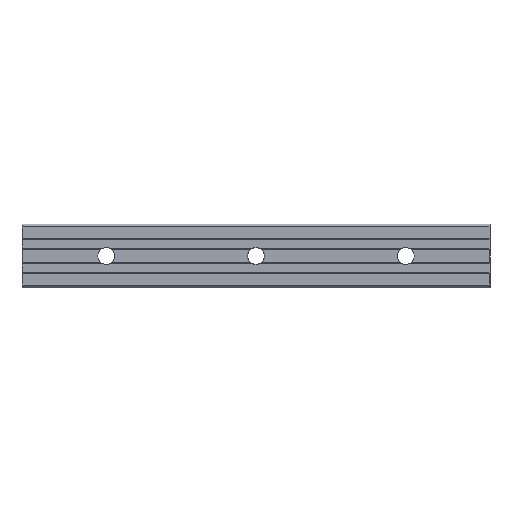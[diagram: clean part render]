
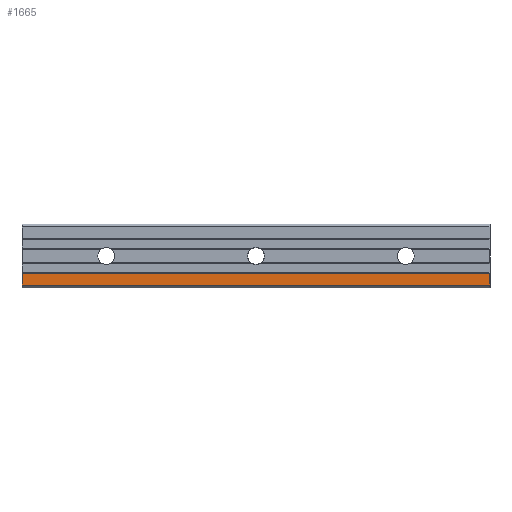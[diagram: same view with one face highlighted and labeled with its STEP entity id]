
A CAD part, front view. The second image highlights one B-rep face of the part: STEP entity #1665.
In plain terms, the highlighted planar face has unit normal (0, -1, 0).
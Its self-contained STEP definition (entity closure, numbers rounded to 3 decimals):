
#49 = DIRECTION ( 'NONE',  ( 0., 0., 1. ) ) ;
#173 = VECTOR ( 'NONE', #496, 1000. ) ;
#255 = DIRECTION ( 'NONE',  ( 0., 1., 0. ) ) ;
#313 = EDGE_CURVE ( 'NONE', #1608, #1451, #1578, .T. ) ;
#411 = VERTEX_POINT ( 'NONE', #960 ) ;
#496 = DIRECTION ( 'NONE',  ( 1., 0., 0. ) ) ;
#552 = ORIENTED_EDGE ( 'NONE', *, *, #313, .T. ) ;
#634 = VECTOR ( 'NONE', #1348, 1000. ) ;
#655 = LINE ( 'NONE', #1391, #1088 ) ;
#711 = EDGE_CURVE ( 'NONE', #1889, #411, #1535, .T. ) ;
#725 = CARTESIAN_POINT ( 'NONE',  ( 205., 0., -15.5 ) ) ;
#812 = ORIENTED_EDGE ( 'NONE', *, *, #711, .F. ) ;
#829 = EDGE_CURVE ( 'NONE', #1889, #1608, #2443, .T. ) ;
#957 = CARTESIAN_POINT ( 'NONE',  ( -45., 0., 16.739 ) ) ;
#960 = CARTESIAN_POINT ( 'NONE',  ( 205., 0., -9.5 ) ) ;
#1088 = VECTOR ( 'NONE', #1165, 1000. ) ;
#1148 = CARTESIAN_POINT ( 'NONE',  ( 205., 0., -15.5 ) ) ;
#1165 = DIRECTION ( 'NONE',  ( 0., 0., -1. ) ) ;
#1336 = FACE_OUTER_BOUND ( 'NONE', #1743, .T. ) ;
#1348 = DIRECTION ( 'NONE',  ( 1., 0., 0. ) ) ;
#1391 = CARTESIAN_POINT ( 'NONE',  ( 205., 0., 16.739 ) ) ;
#1451 = VERTEX_POINT ( 'NONE', #1148 ) ;
#1535 = LINE ( 'NONE', #1560, #173 ) ;
#1560 = CARTESIAN_POINT ( 'NONE',  ( 205., 0., -9.5 ) ) ;
#1578 = LINE ( 'NONE', #725, #634 ) ;
#1608 = VERTEX_POINT ( 'NONE', #1690 ) ;
#1660 = VECTOR ( 'NONE', #2677, 1000. ) ;
#1665 = ADVANCED_FACE ( 'NONE', ( #1336 ), #2171, .F. ) ;
#1690 = CARTESIAN_POINT ( 'NONE',  ( -45., 0., -15.5 ) ) ;
#1743 = EDGE_LOOP ( 'NONE', ( #552, #1991, #812, #1777 ) ) ;
#1775 = CARTESIAN_POINT ( 'NONE',  ( 205., 0., -9.5 ) ) ;
#1777 = ORIENTED_EDGE ( 'NONE', *, *, #829, .T. ) ;
#1889 = VERTEX_POINT ( 'NONE', #2652 ) ;
#1991 = ORIENTED_EDGE ( 'NONE', *, *, #2172, .F. ) ;
#2171 = PLANE ( 'NONE',  #2725 ) ;
#2172 = EDGE_CURVE ( 'NONE', #411, #1451, #655, .T. ) ;
#2443 = LINE ( 'NONE', #957, #1660 ) ;
#2652 = CARTESIAN_POINT ( 'NONE',  ( -45., 0., -9.5 ) ) ;
#2677 = DIRECTION ( 'NONE',  ( 0., 0., -1. ) ) ;
#2725 = AXIS2_PLACEMENT_3D ( 'NONE', #1775, #255, #49 ) ;
